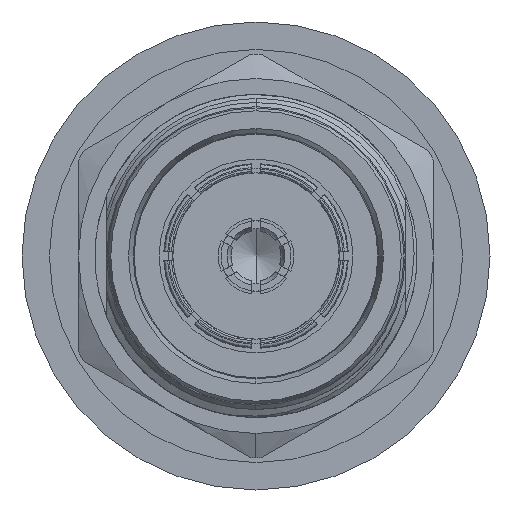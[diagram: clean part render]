
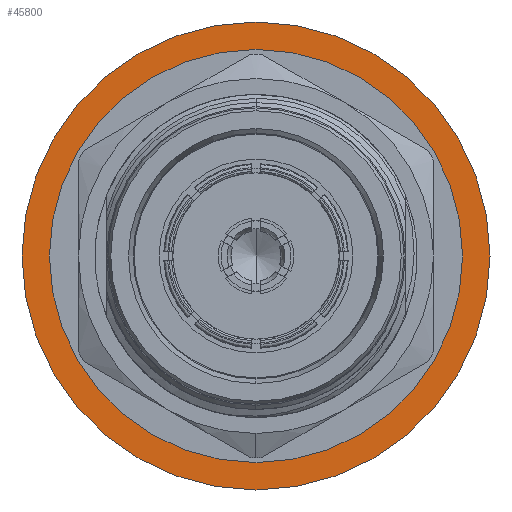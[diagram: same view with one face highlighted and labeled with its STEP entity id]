
A CAD part, left-side view. The second image highlights one B-rep face of the part: STEP entity #45800.
In plain terms, the highlighted face is planar.
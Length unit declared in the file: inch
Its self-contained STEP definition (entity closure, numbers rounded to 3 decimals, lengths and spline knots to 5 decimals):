
#5695 = PLANE ( 'NONE',  #14896 ) ;
#7839 = EDGE_LOOP ( 'NONE', ( #38068, #15389 ) ) ;
#8825 = AXIS2_PLACEMENT_3D ( 'NONE', #51933, #41788, #16121 ) ;
#10452 = EDGE_CURVE ( 'NONE', #43232, #12271, #47008, .T. ) ;
#12271 = VERTEX_POINT ( 'NONE', #50405 ) ;
#12968 = EDGE_CURVE ( 'NONE', #33921, #39070, #24988, .T. ) ;
#13462 = CIRCLE ( 'NONE', #57643, 0.57087 ) ;
#13875 = ORIENTED_EDGE ( 'NONE', *, *, #33994, .F. ) ;
#14896 = AXIS2_PLACEMENT_3D ( 'NONE', #46907, #62432, #16167 ) ;
#15014 = CARTESIAN_POINT ( 'NONE',  ( 0.46457, 0., 0. ) ) ;
#15389 = ORIENTED_EDGE ( 'NONE', *, *, #21184, .T. ) ;
#15877 = EDGE_LOOP ( 'NONE', ( #13875, #34364 ) ) ;
#16093 = CARTESIAN_POINT ( 'NONE',  ( 0.46457, 0., -0.49213 ) ) ;
#16121 = DIRECTION ( 'NONE',  ( 0., 0., -1. ) ) ;
#16167 = DIRECTION ( 'NONE',  ( 0., 1., 0. ) ) ;
#20224 = CARTESIAN_POINT ( 'NONE',  ( 0.46457, 0., 0. ) ) ;
#21184 = EDGE_CURVE ( 'NONE', #39070, #33921, #61721, .T. ) ;
#24988 = CIRCLE ( 'NONE', #8825, 0.49213 ) ;
#30701 = FACE_OUTER_BOUND ( 'NONE', #15877, .T. ) ;
#33921 = VERTEX_POINT ( 'NONE', #16093 ) ;
#33994 = EDGE_CURVE ( 'NONE', #12271, #43232, #13462, .T. ) ;
#34364 = ORIENTED_EDGE ( 'NONE', *, *, #10452, .F. ) ;
#35592 = DIRECTION ( 'NONE',  ( 0., 0., -1. ) ) ;
#35748 = DIRECTION ( 'NONE',  ( 0., 0., -1. ) ) ;
#38068 = ORIENTED_EDGE ( 'NONE', *, *, #12968, .T. ) ;
#39054 = AXIS2_PLACEMENT_3D ( 'NONE', #15014, #55225, #35592 ) ;
#39070 = VERTEX_POINT ( 'NONE', #44588 ) ;
#40828 = DIRECTION ( 'NONE',  ( -1., 0., 0. ) ) ;
#41788 = DIRECTION ( 'NONE',  ( -1., 0., 0. ) ) ;
#43232 = VERTEX_POINT ( 'NONE', #56184 ) ;
#44588 = CARTESIAN_POINT ( 'NONE',  ( 0.46457, 0., 0.49213 ) ) ;
#45800 = ADVANCED_FACE ( 'NONE', ( #30701, #51980 ), #5695, .T. ) ;
#46907 = CARTESIAN_POINT ( 'NONE',  ( 0.46457, 0.49213, 0. ) ) ;
#47008 = CIRCLE ( 'NONE', #61059, 0.57087 ) ;
#50405 = CARTESIAN_POINT ( 'NONE',  ( 0.46457, 0., -0.57087 ) ) ;
#51933 = CARTESIAN_POINT ( 'NONE',  ( 0.46457, 0., 0. ) ) ;
#51980 = FACE_BOUND ( 'NONE', #7839, .T. ) ;
#54910 = DIRECTION ( 'NONE',  ( 0., 0., -1. ) ) ;
#55225 = DIRECTION ( 'NONE',  ( -1., 0., 0. ) ) ;
#56184 = CARTESIAN_POINT ( 'NONE',  ( 0.46457, 0., 0.57087 ) ) ;
#57643 = AXIS2_PLACEMENT_3D ( 'NONE', #58639, #59320, #54910 ) ;
#58639 = CARTESIAN_POINT ( 'NONE',  ( 0.46457, 0., 0. ) ) ;
#59320 = DIRECTION ( 'NONE',  ( -1., 0., 0. ) ) ;
#61059 = AXIS2_PLACEMENT_3D ( 'NONE', #20224, #40828, #35748 ) ;
#61721 = CIRCLE ( 'NONE', #39054, 0.49213 ) ;
#62432 = DIRECTION ( 'NONE',  ( 1., 0., 0. ) ) ;
